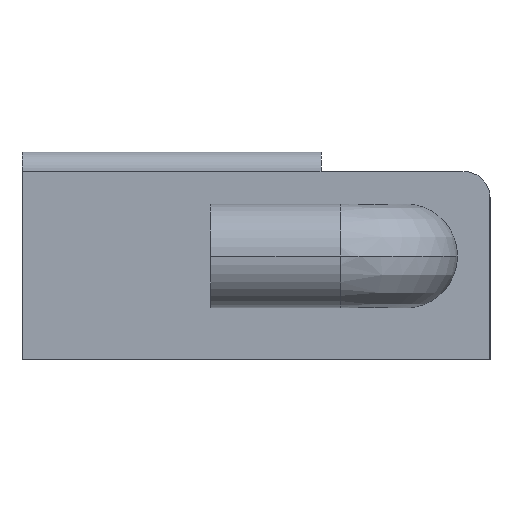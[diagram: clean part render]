
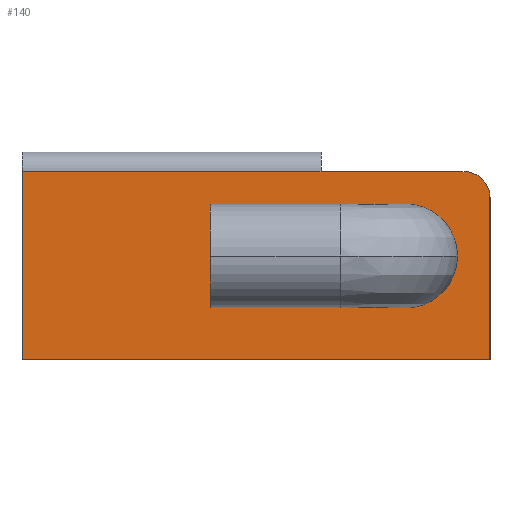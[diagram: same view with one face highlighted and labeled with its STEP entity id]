
A CAD part, left-side view. The second image highlights one B-rep face of the part: STEP entity #140.
In plain terms, the highlighted planar face has unit normal (-1, 0, 0).
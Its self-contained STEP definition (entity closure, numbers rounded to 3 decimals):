
#26=B_SPLINE_CURVE_WITH_KNOTS('',1,(#1822,#1823),.UNSPECIFIED.,.F.,.F.,
(2,2),(0.,36.),.UNSPECIFIED.);
#28=B_SPLINE_CURVE_WITH_KNOTS('',1,(#1826,#1827),.UNSPECIFIED.,.F.,.F.,
(2,2),(85.856,98.356),.UNSPECIFIED.);
#29=B_SPLINE_CURVE_WITH_KNOTS('',1,(#1828,#1829),.UNSPECIFIED.,.F.,.F.,
(2,2),(2.,13.),.UNSPECIFIED.);
#30=B_SPLINE_CURVE_WITH_KNOTS('',1,(#1830,#1831),.UNSPECIFIED.,.F.,.F.,
(2,2),(85.856,100.356),.UNSPECIFIED.);
#38=B_SPLINE_CURVE_WITH_KNOTS('',1,(#1859,#1860),.UNSPECIFIED.,.F.,.F.,
(2,2),(13.,36.),.UNSPECIFIED.);
#117=FACE_BOUND('',#283,.T.);
#140=ADVANCED_FACE('',(#208,#117),#1099,.T.);
#208=FACE_OUTER_BOUND('',#282,.T.);
#282=EDGE_LOOP('',(#427,#428,#429,#430,#431,#432));
#283=EDGE_LOOP('',(#433,#434));
#427=ORIENTED_EDGE('',*,*,#724,.T.);
#428=ORIENTED_EDGE('',*,*,#738,.T.);
#429=ORIENTED_EDGE('',*,*,#725,.F.);
#430=ORIENTED_EDGE('',*,*,#721,.F.);
#431=ORIENTED_EDGE('',*,*,#723,.T.);
#432=ORIENTED_EDGE('',*,*,#756,.T.);
#433=ORIENTED_EDGE('',*,*,#742,.T.);
#434=ORIENTED_EDGE('',*,*,#761,.T.);
#721=EDGE_CURVE('',#1003,#1004,#26,.T.);
#723=EDGE_CURVE('',#1003,#1025,#28,.T.);
#724=EDGE_CURVE('',#1026,#1011,#29,.T.);
#725=EDGE_CURVE('',#1004,#1005,#30,.T.);
#738=EDGE_CURVE('',#1011,#1005,#38,.T.);
#742=EDGE_CURVE('',#1016,#1029,#917,.T.);
#756=EDGE_CURVE('',#1025,#1026,#926,.T.);
#761=EDGE_CURVE('',#1029,#1016,#929,.T.);
#917=TRIMMED_CURVE($,#957,(#1868),(#1869),.T.,.CARTESIAN.);
#926=TRIMMED_CURVE($,#966,(#1905),(#1906),.T.,.CARTESIAN.);
#929=TRIMMED_CURVE($,#969,(#1918),(#1919),.T.,.CARTESIAN.);
#957=CIRCLE('',#1298,4.);
#966=CIRCLE('',#1307,2.);
#969=CIRCLE('',#1310,4.);
#1003=VERTEX_POINT('',#1757);
#1004=VERTEX_POINT('',#1758);
#1005=VERTEX_POINT('',#1759);
#1011=VERTEX_POINT('',#1765);
#1016=VERTEX_POINT('',#1770);
#1025=VERTEX_POINT('',#1779);
#1026=VERTEX_POINT('',#1780);
#1029=VERTEX_POINT('',#1783);
#1099=PLANE('',#1277);
#1277=AXIS2_PLACEMENT_3D('',#1730,#1401,$);
#1298=AXIS2_PLACEMENT_3D($,#1867,#1426,#1427);
#1307=AXIS2_PLACEMENT_3D($,#1904,#1444,#1445);
#1310=AXIS2_PLACEMENT_3D($,#1917,#1450,#1451);
#1401=DIRECTION('',(-1.,0.,0.));
#1426=DIRECTION('',(1.,0.,0.));
#1427=DIRECTION('',(0.,1.,0.));
#1444=DIRECTION('',(-1.,0.,0.));
#1445=DIRECTION('',(0.,-1.,0.));
#1450=DIRECTION('',(1.,0.,0.));
#1451=DIRECTION('',(0.,-1.,0.));
#1730=CARTESIAN_POINT('',(-19.81,0.,-9.114));
#1757=CARTESIAN_POINT('',(-19.81,0.,-9.114));
#1758=CARTESIAN_POINT('',(-19.81,36.,-9.114));
#1759=CARTESIAN_POINT('',(-19.81,36.,5.386));
#1765=CARTESIAN_POINT('',(-19.81,13.,5.386));
#1770=CARTESIAN_POINT('',(-19.81,10.5,-1.114));
#1779=CARTESIAN_POINT('',(-19.81,0.,3.386));
#1780=CARTESIAN_POINT('',(-19.81,2.,5.386));
#1783=CARTESIAN_POINT('',(-19.81,2.5,-1.114));
#1822=CARTESIAN_POINT('',(-19.81,0.,-9.114));
#1823=CARTESIAN_POINT('',(-19.81,36.,-9.114));
#1826=CARTESIAN_POINT('',(-19.81,0.,-9.114));
#1827=CARTESIAN_POINT('',(-19.81,0.,3.386));
#1828=CARTESIAN_POINT('',(-19.81,2.,5.386));
#1829=CARTESIAN_POINT('',(-19.81,13.,5.386));
#1830=CARTESIAN_POINT('',(-19.81,36.,-9.114));
#1831=CARTESIAN_POINT('',(-19.81,36.,5.386));
#1859=CARTESIAN_POINT('',(-19.81,13.,5.386));
#1860=CARTESIAN_POINT('',(-19.81,36.,5.386));
#1867=CARTESIAN_POINT('',(-19.81,6.5,-1.114));
#1868=CARTESIAN_POINT('',(-19.81,10.5,-1.114));
#1869=CARTESIAN_POINT('',(-19.81,2.5,-1.114));
#1904=CARTESIAN_POINT('',(-19.81,2.,3.386));
#1905=CARTESIAN_POINT('',(-19.81,0.,3.386));
#1906=CARTESIAN_POINT('',(-19.81,2.,5.386));
#1917=CARTESIAN_POINT('',(-19.81,6.5,-1.114));
#1918=CARTESIAN_POINT('',(-19.81,2.5,-1.114));
#1919=CARTESIAN_POINT('',(-19.81,10.5,-1.114));
